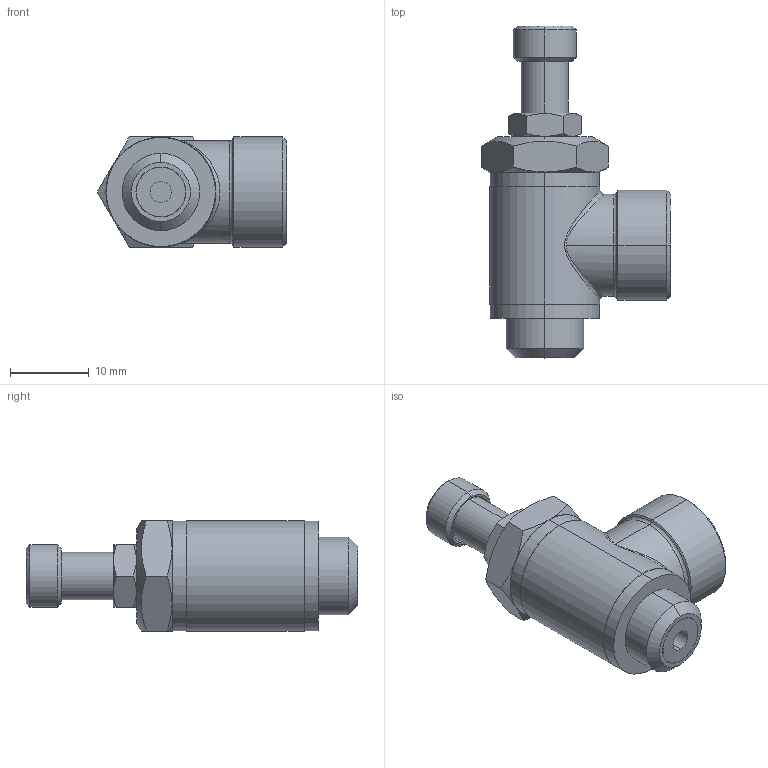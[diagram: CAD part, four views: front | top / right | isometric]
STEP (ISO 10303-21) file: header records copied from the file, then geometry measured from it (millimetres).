
FILE_DESCRIPTION (( 'STEP AP203' ), '1' );
FILE_NAME ('04300B01.STEP', '2010-04-29T12:06:26', ( '' ), ( 'sopra-pneumatic' ), 'SwSTEP 2.0', 'SolidWorks 2009', '' );
FILE_SCHEMA (( 'CONFIG_CONTROL_DESIGN' ));
Length unit declared in the file: millimetre
Products named in the file (1): 04300B01
Bounding box: 24.08 x 42.24 x 14 mm (x, y, z)
Volume: 5439.3 mm3; surface area: 2618.2 mm2
Topology: 1 solids, 4 shells, 90 faces, 189 edges, 117 vertices
Faces by surface type: cone 30, plane 29, cylinder 27, bspline 2, torus 2
Entity records: 3892 total; most frequent: CARTESIAN_POINT 1924, DIRECTION 401, ORIENTED_EDGE 374, EDGE_CURVE 187, AXIS2_PLACEMENT_3D 170, VERTEX_POINT 117, EDGE_LOOP 102, ADVANCED_FACE 90
